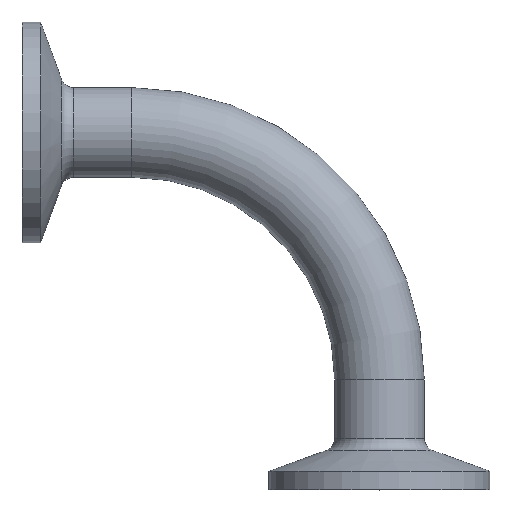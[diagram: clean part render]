
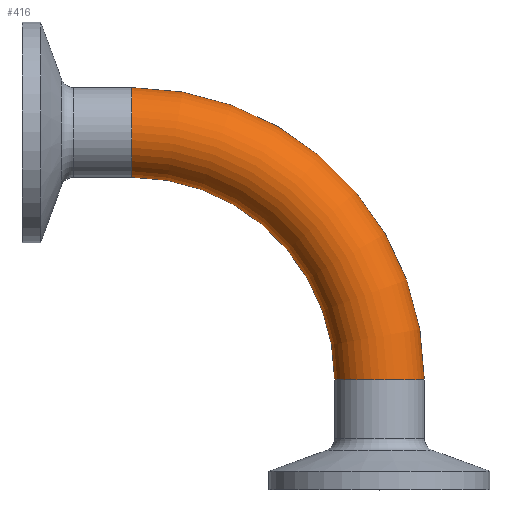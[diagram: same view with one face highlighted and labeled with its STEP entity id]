
A CAD part, top view. The second image highlights one B-rep face of the part: STEP entity #416.
In plain terms, the highlighted toroidal (fillet/blend) face has major radius 38.1 mm and minor radius 6.9 mm.
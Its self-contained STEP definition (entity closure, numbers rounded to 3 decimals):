
#84=FACE_OUTER_BOUND('',#114,.T.);
#114=EDGE_LOOP('',(#376,#377,#378,#379,#380));
#120=CIRCLE('',#444,6.9);
#121=CIRCLE('',#445,6.9);
#144=CIRCLE('',#480,6.9);
#162=CIRCLE('',#510,31.2);
#167=VERTEX_POINT('',#685);
#168=VERTEX_POINT('',#687);
#187=VERTEX_POINT('',#747);
#207=EDGE_CURVE('',#167,#168,#120,.T.);
#208=EDGE_CURVE('',#168,#167,#121,.T.);
#237=EDGE_CURVE('',#187,#187,#144,.T.);
#260=EDGE_CURVE('',#168,#187,#162,.T.);
#376=ORIENTED_EDGE('',*,*,#208,.F.);
#377=ORIENTED_EDGE('',*,*,#260,.T.);
#378=ORIENTED_EDGE('',*,*,#237,.T.);
#379=ORIENTED_EDGE('',*,*,#260,.F.);
#380=ORIENTED_EDGE('',*,*,#207,.F.);
#390=TOROIDAL_SURFACE('',#509,38.1,6.9);
#416=ADVANCED_FACE('',(#84),#390,.T.);
#444=AXIS2_PLACEMENT_3D('',#688,#528,#529);
#445=AXIS2_PLACEMENT_3D('',#689,#530,#531);
#480=AXIS2_PLACEMENT_3D('',#749,#606,#607);
#509=AXIS2_PLACEMENT_3D('',#796,#669,#670);
#510=AXIS2_PLACEMENT_3D('',#797,#671,#672);
#528=DIRECTION('center_axis',(-1.,0.,0.));
#529=DIRECTION('ref_axis',(0.,-1.,0.));
#530=DIRECTION('center_axis',(-1.,0.,0.));
#531=DIRECTION('ref_axis',(0.,-1.,0.));
#606=DIRECTION('center_axis',(0.,1.,0.));
#607=DIRECTION('ref_axis',(-1.,0.,0.));
#669=DIRECTION('center_axis',(0.,0.,1.));
#670=DIRECTION('ref_axis',(1.,0.,0.));
#671=DIRECTION('center_axis',(0.,0.,-1.));
#672=DIRECTION('ref_axis',(1.,0.,0.));
#685=CARTESIAN_POINT('',(-38.1,6.9,0.));
#687=CARTESIAN_POINT('',(-38.1,-6.9,0.));
#688=CARTESIAN_POINT('Origin',(-38.1,0.,0.));
#689=CARTESIAN_POINT('Origin',(-38.1,0.,0.));
#747=CARTESIAN_POINT('',(-6.9,-38.1,0.));
#749=CARTESIAN_POINT('Origin',(0.,-38.1,0.));
#796=CARTESIAN_POINT('Origin',(-38.1,-38.1,0.));
#797=CARTESIAN_POINT('Origin',(-38.1,-38.1,0.));
